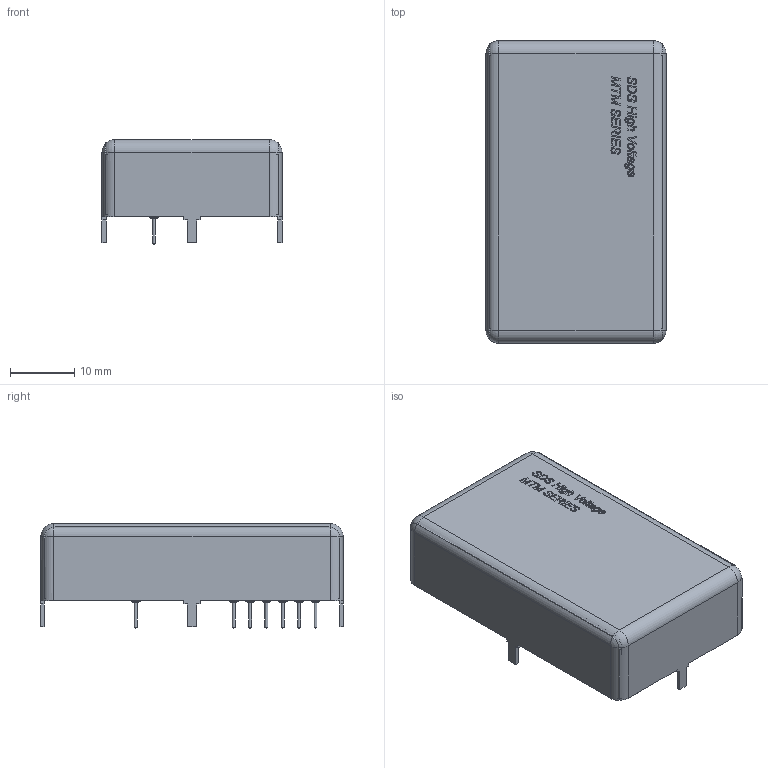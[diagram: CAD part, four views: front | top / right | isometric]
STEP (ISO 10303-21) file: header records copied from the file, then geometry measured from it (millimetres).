
FILE_DESCRIPTION(('FreeCAD Model'),'2;1');
FILE_NAME('Open CASCADE Shape Model','2025-09-18T13:59:46',(''),(''), 'Open CASCADE STEP processor 7.8','FreeCAD','Unknown');
FILE_SCHEMA(('AUTOMOTIVE_DESIGN { 1 0 10303 214 1 1 1 1 }'));
Length unit declared in the file: millimetre
Products named in the file (8): Part; Case; Resin001; XY-plane018; ShapeHighVoltage; ShapeString005; barrette_6voies; Pin_HT
Assembly tree (7 placements, depth 2):
  Part
    Case
    Resin001
    XY-plane018
    ShapeHighVoltage
    ShapeString005
    barrette_6voies
    Pin_HT
Bounding box: 28 x 47 x 16.3 mm (x, y, z)
Volume: 15892.4 mm3; surface area: 10291.7 mm2
Topology: 4 solids, 28 shells, 196 faces, 907 edges, 753 vertices
Faces by surface type: plane 152, cylinder 26, cone 14, sphere 4
Full cylindrical faces by diameter (mm): 0.45 x7, 1.35 x7
Entity records: 9471 total; most frequent: CARTESIAN_POINT 2542, ORIENTED_EDGE 1307, DIRECTION 1040, EDGE_CURVE 903, VERTEX_POINT 753, LINE 492, VECTOR 492, B_SPLINE_CURVE_WITH_KNOTS 341
